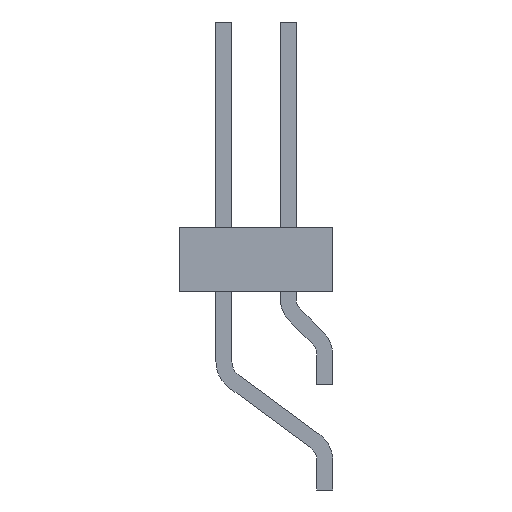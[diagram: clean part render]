
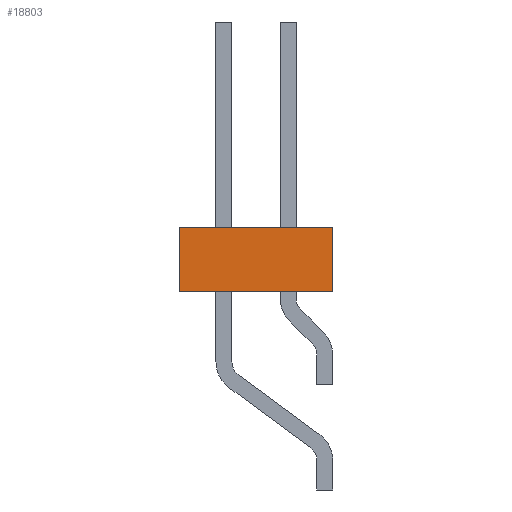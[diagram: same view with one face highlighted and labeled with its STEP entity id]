
A CAD part, left-side view. The second image highlights one B-rep face of the part: STEP entity #18803.
In plain terms, the highlighted planar face has unit normal (-1, 0, 0).
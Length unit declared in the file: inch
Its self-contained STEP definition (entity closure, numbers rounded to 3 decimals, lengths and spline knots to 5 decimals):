
#1959=ORIENTED_EDGE('',*,*,#7030,.T.);
#1960=ORIENTED_EDGE('',*,*,#6657,.F.);
#1961=ORIENTED_EDGE('',*,*,#6930,.F.);
#1962=ORIENTED_EDGE('',*,*,#6228,.T.);
#6228=EDGE_CURVE('',#8953,#8952,#10816,.T.);
#6657=EDGE_CURVE('',#9300,#9301,#11236,.T.);
#6930=EDGE_CURVE('',#8953,#9300,#11508,.T.);
#7030=EDGE_CURVE('',#8952,#9301,#11608,.T.);
#8952=VERTEX_POINT('',#26380);
#8953=VERTEX_POINT('',#26382);
#9300=VERTEX_POINT('',#27230);
#9301=VERTEX_POINT('',#27232);
#10816=LINE('',#26381,#13356);
#11236=LINE('',#27231,#13776);
#11508=LINE('',#27730,#14048);
#11608=LINE('',#27920,#14148);
#13356=VECTOR('',#21224,39.37008);
#13776=VECTOR('',#21808,39.37008);
#14048=VECTOR('',#22202,39.37008);
#14148=VECTOR('',#22322,39.37008);
#15841=EDGE_LOOP('',(#1959,#1960,#1961,#1962));
#16913=FACE_BOUND('',#15841,.T.);
#17945=PLANE('',#19821);
#18803=ADVANCED_FACE('',(#16913),#17945,.F.);
#19821=AXIS2_PLACEMENT_3D('',#28092,#22431,#22432);
#21224=DIRECTION('',(0.,0.,-1.));
#21808=DIRECTION('',(0.,0.,-1.));
#22202=DIRECTION('',(0.,-1.,0.));
#22322=DIRECTION('',(0.,-1.,0.));
#22431=DIRECTION('',(1.,0.,0.));
#22432=DIRECTION('',(0.,0.,-1.));
#26380=CARTESIAN_POINT('',(-0.5,0.12,-0.05));
#26381=CARTESIAN_POINT('',(-0.5,0.12,0.05));
#26382=CARTESIAN_POINT('',(-0.5,0.12,0.05));
#27230=CARTESIAN_POINT('',(-0.5,-0.12,0.05));
#27231=CARTESIAN_POINT('',(-0.5,-0.12,0.05));
#27232=CARTESIAN_POINT('',(-0.5,-0.12,-0.05));
#27730=CARTESIAN_POINT('',(-0.5,0.12,0.05));
#27920=CARTESIAN_POINT('',(-0.5,0.12,-0.05));
#28092=CARTESIAN_POINT('',(-0.5,0.12,0.05));
